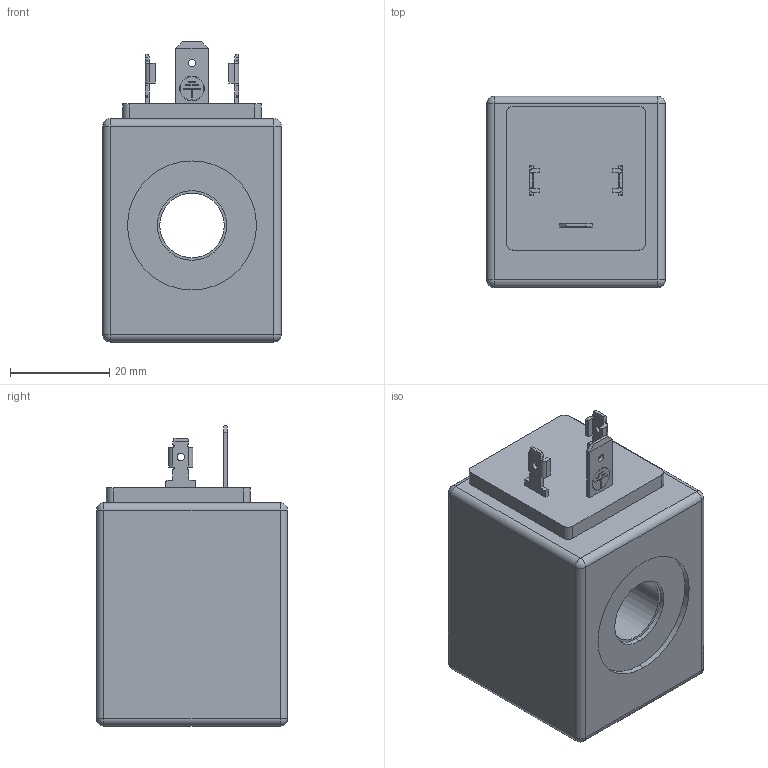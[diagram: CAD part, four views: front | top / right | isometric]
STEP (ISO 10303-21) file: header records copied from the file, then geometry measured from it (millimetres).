
FILE_DESCRIPTION (( 'STEP AP203' ), '1' );
FILE_NAME ('EC04W200H.STEP', '2021-05-06T08:07:26', ( '' ), ( '' ), 'SwSTEP 2.0', 'SolidWorks 2018', '' );
FILE_SCHEMA (( 'CONFIG_CONTROL_DESIGN' ));
Length unit declared in the file: millimetre
Products named in the file (1): EC04W200H
Bounding box: 36 x 38.5 x 60.48 mm (x, y, z)
Volume: 58604.7 mm3; surface area: 11344 mm2
Topology: 1 solids, 1 shells, 161 faces, 394 edges, 240 vertices
Faces by surface type: plane 95, cylinder 58, sphere 8
Entity records: 4761 total; most frequent: CARTESIAN_POINT 848, DIRECTION 818, ORIENTED_EDGE 772, EDGE_CURVE 386, AXIS2_PLACEMENT_3D 274, VECTOR 270, LINE 270, VERTEX_POINT 240
